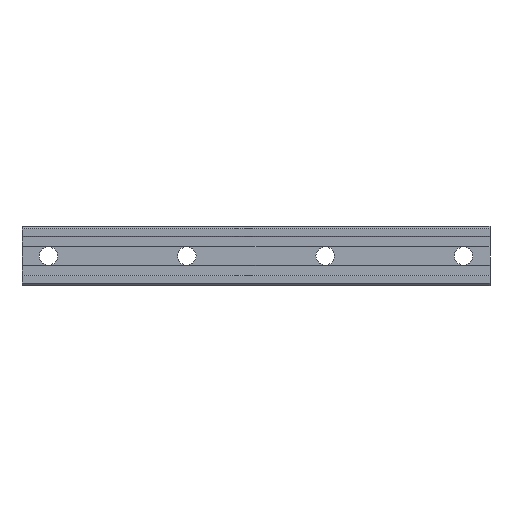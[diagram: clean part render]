
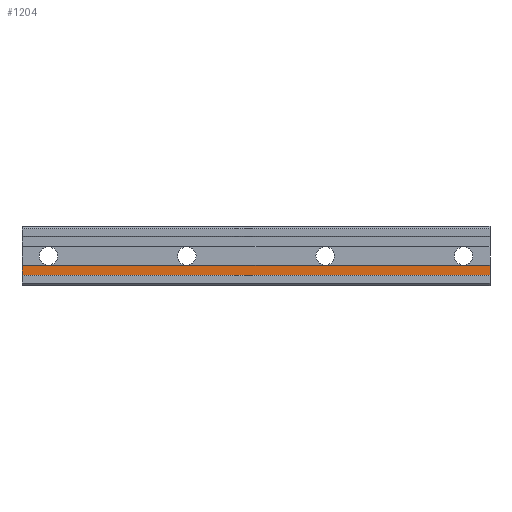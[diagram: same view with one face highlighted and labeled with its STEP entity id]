
A CAD part, front view. The second image highlights one B-rep face of the part: STEP entity #1204.
In plain terms, the highlighted planar face has unit normal (0, -1, 0).
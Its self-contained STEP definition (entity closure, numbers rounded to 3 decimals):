
#92 = CARTESIAN_POINT ( 'NONE',  ( 335., 0.5, -7.5 ) ) ;
#103 = DIRECTION ( 'NONE',  ( 0., 0., -1. ) ) ;
#232 = VERTEX_POINT ( 'NONE', #2067 ) ;
#277 = EDGE_CURVE ( 'NONE', #973, #1884, #1955, .T. ) ;
#331 = VECTOR ( 'NONE', #1565, 1000. ) ;
#356 = CARTESIAN_POINT ( 'NONE',  ( 335., 0.5, -7.5 ) ) ;
#363 = CARTESIAN_POINT ( 'NONE',  ( 335., 0.5, -14.5 ) ) ;
#443 = LINE ( 'NONE', #798, #716 ) ;
#543 = LINE ( 'NONE', #363, #1622 ) ;
#578 = ORIENTED_EDGE ( 'NONE', *, *, #1419, .T. ) ;
#633 = ORIENTED_EDGE ( 'NONE', *, *, #1951, .F. ) ;
#652 = DIRECTION ( 'NONE',  ( 0., 1., 0. ) ) ;
#684 = AXIS2_PLACEMENT_3D ( 'NONE', #356, #652, #1881 ) ;
#716 = VECTOR ( 'NONE', #103, 1000. ) ;
#717 = ORIENTED_EDGE ( 'NONE', *, *, #1791, .F. ) ;
#736 = DIRECTION ( 'NONE',  ( -1., 0., 0. ) ) ;
#751 = CARTESIAN_POINT ( 'NONE',  ( -20., 0.5, 22.211 ) ) ;
#798 = CARTESIAN_POINT ( 'NONE',  ( 335., 0.5, 22.211 ) ) ;
#850 = PLANE ( 'NONE',  #684 ) ;
#933 = DIRECTION ( 'NONE',  ( 1., 0., 0. ) ) ;
#973 = VERTEX_POINT ( 'NONE', #1438 ) ;
#1001 = CARTESIAN_POINT ( 'NONE',  ( -20., 0.5, -14.5 ) ) ;
#1010 = FACE_OUTER_BOUND ( 'NONE', #2014, .T. ) ;
#1094 = VERTEX_POINT ( 'NONE', #1001 ) ;
#1099 = VECTOR ( 'NONE', #933, 1000. ) ;
#1204 = ADVANCED_FACE ( 'NONE', ( #1010 ), #850, .F. ) ;
#1419 = EDGE_CURVE ( 'NONE', #973, #1094, #1613, .T. ) ;
#1438 = CARTESIAN_POINT ( 'NONE',  ( -20., 0.5, -7.5 ) ) ;
#1565 = DIRECTION ( 'NONE',  ( 0., 0., -1. ) ) ;
#1613 = LINE ( 'NONE', #751, #331 ) ;
#1622 = VECTOR ( 'NONE', #736, 1000. ) ;
#1777 = CARTESIAN_POINT ( 'NONE',  ( 335., 0.5, -7.5 ) ) ;
#1791 = EDGE_CURVE ( 'NONE', #232, #1094, #543, .T. ) ;
#1881 = DIRECTION ( 'NONE',  ( 0., 0., 1. ) ) ;
#1884 = VERTEX_POINT ( 'NONE', #92 ) ;
#1937 = ORIENTED_EDGE ( 'NONE', *, *, #277, .F. ) ;
#1951 = EDGE_CURVE ( 'NONE', #1884, #232, #443, .T. ) ;
#1955 = LINE ( 'NONE', #1777, #1099 ) ;
#2014 = EDGE_LOOP ( 'NONE', ( #717, #633, #1937, #578 ) ) ;
#2067 = CARTESIAN_POINT ( 'NONE',  ( 335., 0.5, -14.5 ) ) ;
